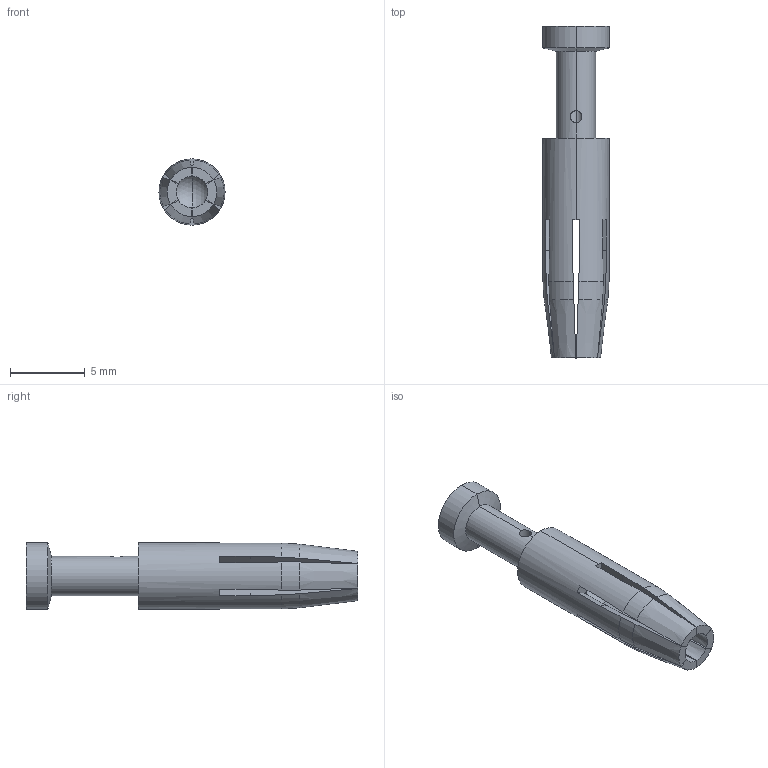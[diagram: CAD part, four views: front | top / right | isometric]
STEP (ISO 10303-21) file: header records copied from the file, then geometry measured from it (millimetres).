
FILE_DESCRIPTION (( 'STEP AP214' ), '1' );
FILE_NAME ('ZP-MC-CC-F16A-22G.step', '2015-08-12T18:19:36', ( '' ), ( '' ), 'SwSTEP 2.0', 'SolidWorks 2014', '' );
FILE_SCHEMA (( 'AUTOMOTIVE_DESIGN' ));
Length unit declared in the file: millimetre
Products named in the file (1): ZP-MC-CC-F16A-22G
Bounding box: 4.42 x 22.2 x 4.42 mm (x, y, z)
Volume: 187.8 mm3; surface area: 475.4 mm2
Topology: 1 solids, 1 shells, 68 faces, 194 edges, 127 vertices
Faces by surface type: plane 34, cone 16, cylinder 10, torus 6, sphere 2
Entity records: 2396 total; most frequent: CARTESIAN_POINT 704, ORIENTED_EDGE 380, DIRECTION 314, EDGE_CURVE 190, AXIS2_PLACEMENT_3D 125, VERTEX_POINT 125, EDGE_LOOP 71, FACE_OUTER_BOUND 68
